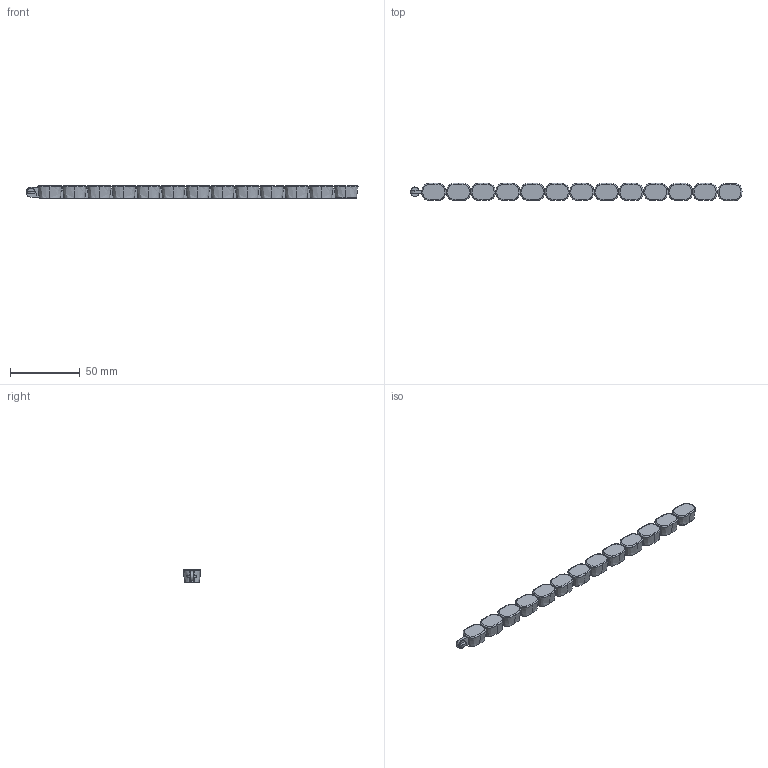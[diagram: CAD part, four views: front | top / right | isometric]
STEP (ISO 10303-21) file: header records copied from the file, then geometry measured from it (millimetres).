
FILE_DESCRIPTION(/* description */ (''),/* implementation_level */ '2;1');
FILE_NAME(/* name */ 'round-bead_V7_blank',/* time_stamp */ '2025-01-31T13:39:29-05:00',/* author */ (''),/* organization */ (''),/* preprocessor_version */ 'ST-DEVELOPER v19.2',/* originating_system */ 'Rhino 8.15',/* authorisation */ '');
FILE_SCHEMA (('CONFIG_CONTROL_DESIGN'));
Length unit declared in the file: millimetre
Products named in the file (1): Document
Bounding box: 238.63 x 12.39 x 9 mm (x, y, z)
Volume: 16393 mm3; surface area: 18357.8 mm2
Topology: 26 solids, 26 shells, 441 faces, 885 edges, 596 vertices
Faces by surface type: bspline 241, plane 174, cylinder 26
Entity records: 29959 total; most frequent: CARTESIAN_POINT 23411, ORIENTED_EDGE 1770, EDGE_CURVE 885, VERTEX_POINT 596, B_SPLINE_CURVE_WITH_KNOTS 586, EDGE_LOOP 541, ADVANCED_FACE 441, FACE_OUTER_BOUND 441
